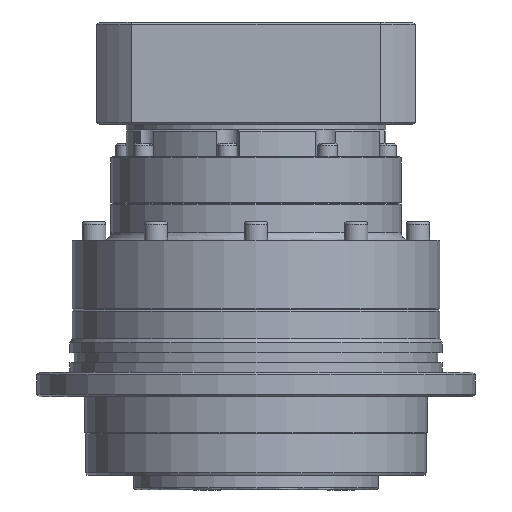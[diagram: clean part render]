
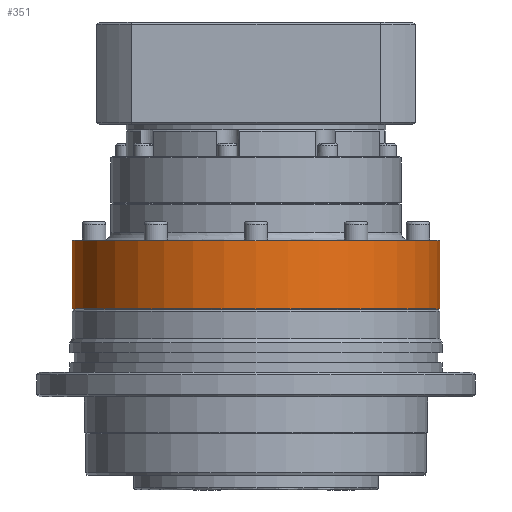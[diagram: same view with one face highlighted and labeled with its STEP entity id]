
A CAD part, front view. The second image highlights one B-rep face of the part: STEP entity #351.
In plain terms, the highlighted cylindrical face has radius 75 mm (diameter 150 mm), a partial arc.
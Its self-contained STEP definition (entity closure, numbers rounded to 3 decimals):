
#351 = ADVANCED_FACE ( 'NONE', ( #28581 ), #4303, .T. ) ;
#827 = AXIS2_PLACEMENT_3D ( 'NONE', #3242, #3076, #2591 ) ;
#1011 = AXIS2_PLACEMENT_3D ( 'NONE', #29343, #13194, #32077 ) ;
#2591 = DIRECTION ( 'NONE',  ( -1., 0., 0. ) ) ;
#3076 = DIRECTION ( 'NONE',  ( 0., 0., -1. ) ) ;
#3242 = CARTESIAN_POINT ( 'NONE',  ( 0., 0., 48.5 ) ) ;
#4303 = CYLINDRICAL_SURFACE ( 'NONE', #827, 75. ) ;
#4695 = EDGE_CURVE ( 'NONE', #18451, #13753, #6312, .T. ) ;
#6177 = EDGE_CURVE ( 'NONE', #13753, #31867, #30474, .T. ) ;
#6312 = CIRCLE ( 'NONE', #26742, 75. ) ;
#8632 = ORIENTED_EDGE ( 'NONE', *, *, #22669, .F. ) ;
#8950 = DIRECTION ( 'NONE',  ( 0., 0., -1. ) ) ;
#9311 = CARTESIAN_POINT ( 'NONE',  ( 75., 0., 48.5 ) ) ;
#9725 = VECTOR ( 'NONE', #15561, 1000. ) ;
#12654 = ORIENTED_EDGE ( 'NONE', *, *, #4695, .T. ) ;
#13088 = EDGE_LOOP ( 'NONE', ( #8632, #12654, #22150, #28052 ) ) ;
#13194 = DIRECTION ( 'NONE',  ( 0., 0., -1. ) ) ;
#13589 = CARTESIAN_POINT ( 'NONE',  ( -75., 0., 48.5 ) ) ;
#13753 = VERTEX_POINT ( 'NONE', #28407 ) ;
#14262 = CARTESIAN_POINT ( 'NONE',  ( -75., 0., 39.5 ) ) ;
#15561 = DIRECTION ( 'NONE',  ( 0., 0., -1. ) ) ;
#16486 = LINE ( 'NONE', #9311, #30823 ) ;
#18451 = VERTEX_POINT ( 'NONE', #25038 ) ;
#19246 = CARTESIAN_POINT ( 'NONE',  ( 75., 0., 39.5 ) ) ;
#22150 = ORIENTED_EDGE ( 'NONE', *, *, #6177, .T. ) ;
#22669 = EDGE_CURVE ( 'NONE', #18451, #31755, #16486, .T. ) ;
#24868 = CIRCLE ( 'NONE', #1011, 75. ) ;
#25038 = CARTESIAN_POINT ( 'NONE',  ( 75., 0., 67.2 ) ) ;
#25412 = CARTESIAN_POINT ( 'NONE',  ( 0., 0., 67.2 ) ) ;
#26742 = AXIS2_PLACEMENT_3D ( 'NONE', #25412, #33344, #33235 ) ;
#27866 = EDGE_CURVE ( 'NONE', #31755, #31867, #24868, .T. ) ;
#28052 = ORIENTED_EDGE ( 'NONE', *, *, #27866, .F. ) ;
#28407 = CARTESIAN_POINT ( 'NONE',  ( -75., 0., 67.2 ) ) ;
#28581 = FACE_OUTER_BOUND ( 'NONE', #13088, .T. ) ;
#29343 = CARTESIAN_POINT ( 'NONE',  ( 0., 0., 39.5 ) ) ;
#30474 = LINE ( 'NONE', #13589, #9725 ) ;
#30823 = VECTOR ( 'NONE', #8950, 1000. ) ;
#31755 = VERTEX_POINT ( 'NONE', #19246 ) ;
#31867 = VERTEX_POINT ( 'NONE', #14262 ) ;
#32077 = DIRECTION ( 'NONE',  ( 0., 1., 0. ) ) ;
#33235 = DIRECTION ( 'NONE',  ( -1., 0., 0. ) ) ;
#33344 = DIRECTION ( 'NONE',  ( 0., 0., -1. ) ) ;
